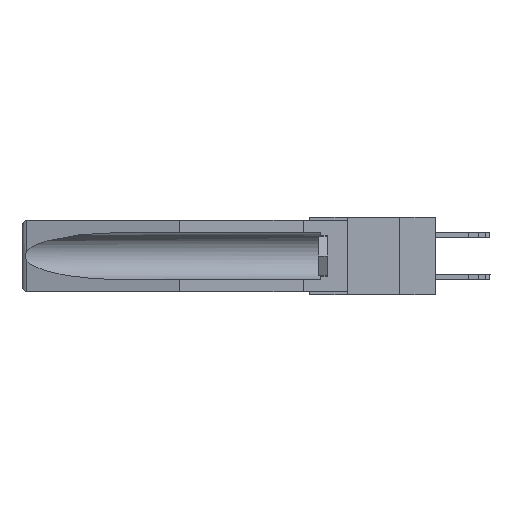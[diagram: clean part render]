
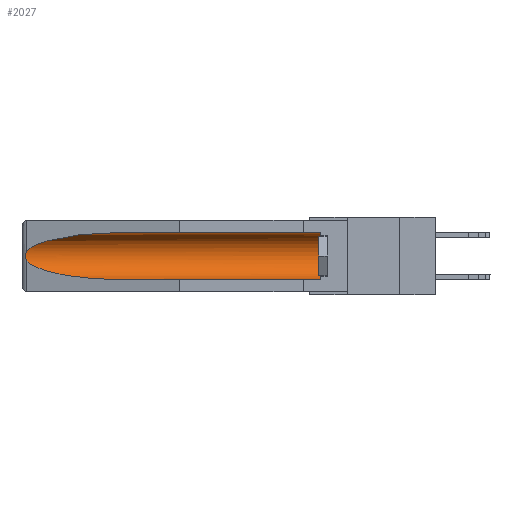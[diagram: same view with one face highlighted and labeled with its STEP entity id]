
A CAD part, left-side view. The second image highlights one B-rep face of the part: STEP entity #2027.
In plain terms, the highlighted cylindrical face has radius 2.857 mm (diameter 5.715 mm), a partial arc.
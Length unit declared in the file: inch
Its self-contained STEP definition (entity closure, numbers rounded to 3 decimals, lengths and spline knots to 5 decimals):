
#544 = CARTESIAN_POINT ( 'NONE',  ( 0.25451, 1.48313, -0.24835 ) ) ;
#887 = CARTESIAN_POINT ( 'NONE',  ( 0.155, -0.30754, -0.284 ) ) ;
#1039 = AXIS2_PLACEMENT_3D ( 'NONE', #12533, #20738, #14665 ) ;
#1083 = CARTESIAN_POINT ( 'NONE',  ( 0.26537, 1.52718, -0.14972 ) ) ;
#1120 = VERTEX_POINT ( 'NONE', #4081 ) ;
#1660 = DIRECTION ( 'NONE',  ( 0., -1., 0. ) ) ;
#1755 = LINE ( 'NONE', #3614, #21298 ) ;
#1769 = VECTOR ( 'NONE', #4988, 39.37008 ) ;
#1809 = B_SPLINE_CURVE_WITH_KNOTS ( 'NONE', 3,
 ( #7091, #13191, #13455, #17763, #6818, #8884, #15337, #23698, #2741, #4888 ),
 .UNSPECIFIED., .F., .F.,
 ( 4, 2, 2, 2, 4 ),
 ( 0., 0.00029, 0.00058, 0.00087, 0.00117 ),
 .UNSPECIFIED. ) ;
#2027 = ADVANCED_FACE ( 'NONE', ( #13427 ), #3585, .F. ) ;
#2241 = CARTESIAN_POINT ( 'NONE',  ( 0.155, 1.07973, -0.059 ) ) ;
#2485 = VERTEX_POINT ( 'NONE', #25223 ) ;
#2616 = VERTEX_POINT ( 'NONE', #13053 ) ;
#2741 = CARTESIAN_POINT ( 'NONE',  ( 0.26597, 1.5296, -0.19026 ) ) ;
#3585 = CYLINDRICAL_SURFACE ( 'NONE', #1039, 0.1125 ) ;
#3614 = CARTESIAN_POINT ( 'NONE',  ( 0.155, -0.30754, -0.059 ) ) ;
#3864 =( BOUNDED_CURVE ( )  B_SPLINE_CURVE ( 3, ( #9095, #544, #13131, #23903 ),
 .UNSPECIFIED., .F., .F. ) 
 B_SPLINE_CURVE_WITH_KNOTS ( ( 4, 4 ),
 ( 0.1948, 1.5708 ),
 .UNSPECIFIED. ) 
 CURVE ( )  GEOMETRIC_REPRESENTATION_ITEM ( )  RATIONAL_B_SPLINE_CURVE ( ( 1., 0.848, 0.848, 1. ) ) 
 REPRESENTATION_ITEM ( '' )  );
#4081 = CARTESIAN_POINT ( 'NONE',  ( 0.26537, 1.52718, -0.19328 ) ) ;
#4248 = ORIENTED_EDGE ( 'NONE', *, *, #26651, .T. ) ;
#4888 = CARTESIAN_POINT ( 'NONE',  ( 0.26537, 1.52718, -0.19328 ) ) ;
#4988 = DIRECTION ( 'NONE',  ( 0., 1., 0. ) ) ;
#6818 = CARTESIAN_POINT ( 'NONE',  ( 0.2675, 1.53308, -0.16763 ) ) ;
#7054 = CIRCLE ( 'NONE', #18851, 0.1125 ) ;
#7091 = CARTESIAN_POINT ( 'NONE',  ( 0.26537, 1.52718, -0.14972 ) ) ;
#7108 = EDGE_CURVE ( 'NONE', #1120, #2485, #3864, .T. ) ;
#8414 = ORIENTED_EDGE ( 'NONE', *, *, #17591, .T. ) ;
#8418 =( BOUNDED_CURVE ( )  B_SPLINE_CURVE ( 3, ( #2241, #21198, #10561, #12691 ),
 .UNSPECIFIED., .F., .F. ) 
 B_SPLINE_CURVE_WITH_KNOTS ( ( 4, 4 ),
 ( 4.71239, 6.08839 ),
 .UNSPECIFIED. ) 
 CURVE ( )  GEOMETRIC_REPRESENTATION_ITEM ( )  RATIONAL_B_SPLINE_CURVE ( ( 1., 0.848, 0.848, 1. ) ) 
 REPRESENTATION_ITEM ( '' )  );
#8694 = LINE ( 'NONE', #887, #1769 ) ;
#8884 = CARTESIAN_POINT ( 'NONE',  ( 0.2675, 1.53308, -0.17534 ) ) ;
#9030 = EDGE_CURVE ( 'NONE', #2616, #21677, #1755, .T. ) ;
#9095 = CARTESIAN_POINT ( 'NONE',  ( 0.26537, 1.52718, -0.19328 ) ) ;
#10561 = CARTESIAN_POINT ( 'NONE',  ( 0.25451, 1.48313, -0.09465 ) ) ;
#12533 = CARTESIAN_POINT ( 'NONE',  ( 0.155, -0.30754, -0.1715 ) ) ;
#12691 = CARTESIAN_POINT ( 'NONE',  ( 0.26537, 1.52718, -0.14972 ) ) ;
#13053 = CARTESIAN_POINT ( 'NONE',  ( 0.155, 0.126, -0.059 ) ) ;
#13131 = CARTESIAN_POINT ( 'NONE',  ( 0.21114, 1.30732, -0.284 ) ) ;
#13191 = CARTESIAN_POINT ( 'NONE',  ( 0.26597, 1.52961, -0.15275 ) ) ;
#13427 = FACE_OUTER_BOUND ( 'NONE', #23526, .T. ) ;
#13455 = CARTESIAN_POINT ( 'NONE',  ( 0.26654, 1.53092, -0.15636 ) ) ;
#13732 = CARTESIAN_POINT ( 'NONE',  ( 0.155, 0.126, -0.284 ) ) ;
#14268 = CARTESIAN_POINT ( 'NONE',  ( 0.155, 0.126, -0.1715 ) ) ;
#14588 = EDGE_CURVE ( 'NONE', #21677, #22191, #8418, .T. ) ;
#14665 = DIRECTION ( 'NONE',  ( 0., 0., 1. ) ) ;
#15337 = CARTESIAN_POINT ( 'NONE',  ( 0.2673, 1.53269, -0.17917 ) ) ;
#16942 = ORIENTED_EDGE ( 'NONE', *, *, #9030, .T. ) ;
#17429 = ORIENTED_EDGE ( 'NONE', *, *, #14588, .T. ) ;
#17591 = EDGE_CURVE ( 'NONE', #24833, #2616, #7054, .T. ) ;
#17763 = CARTESIAN_POINT ( 'NONE',  ( 0.2673, 1.5327, -0.16383 ) ) ;
#18851 = AXIS2_PLACEMENT_3D ( 'NONE', #14268, #1660, #20706 ) ;
#19256 = ORIENTED_EDGE ( 'NONE', *, *, #22889, .F. ) ;
#19835 = ORIENTED_EDGE ( 'NONE', *, *, #7108, .T. ) ;
#20706 = DIRECTION ( 'NONE',  ( 0., 0., 1. ) ) ;
#20738 = DIRECTION ( 'NONE',  ( 0., 1., 0. ) ) ;
#21198 = CARTESIAN_POINT ( 'NONE',  ( 0.21114, 1.30732, -0.059 ) ) ;
#21298 = VECTOR ( 'NONE', #27125, 39.37008 ) ;
#21677 = VERTEX_POINT ( 'NONE', #25096 ) ;
#22191 = VERTEX_POINT ( 'NONE', #1083 ) ;
#22889 = EDGE_CURVE ( 'NONE', #24833, #2485, #8694, .T. ) ;
#23526 = EDGE_LOOP ( 'NONE', ( #17429, #4248, #19835, #19256, #8414, #16942 ) ) ;
#23698 = CARTESIAN_POINT ( 'NONE',  ( 0.26655, 1.53094, -0.18657 ) ) ;
#23903 = CARTESIAN_POINT ( 'NONE',  ( 0.155, 1.07973, -0.284 ) ) ;
#24833 = VERTEX_POINT ( 'NONE', #13732 ) ;
#25096 = CARTESIAN_POINT ( 'NONE',  ( 0.155, 1.07973, -0.059 ) ) ;
#25223 = CARTESIAN_POINT ( 'NONE',  ( 0.155, 1.07973, -0.284 ) ) ;
#26651 = EDGE_CURVE ( 'NONE', #22191, #1120, #1809, .T. ) ;
#27125 = DIRECTION ( 'NONE',  ( 0., 1., 0. ) ) ;
